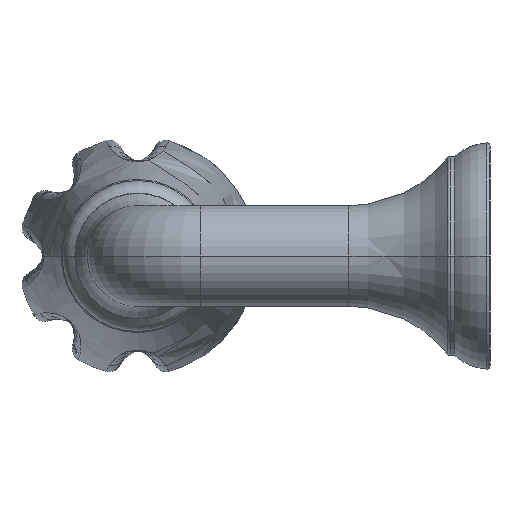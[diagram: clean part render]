
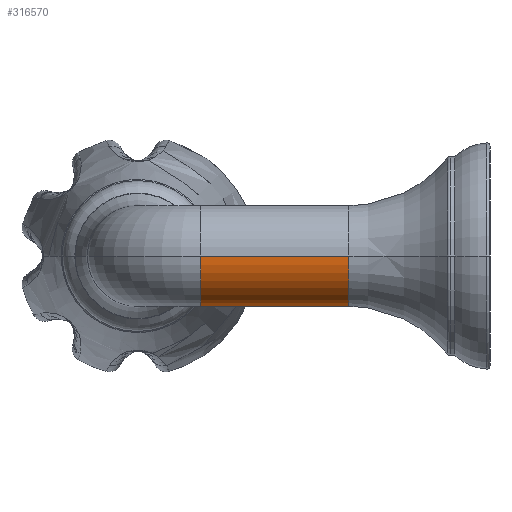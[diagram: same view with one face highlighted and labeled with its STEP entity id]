
A CAD part, left-side view. The second image highlights one B-rep face of the part: STEP entity #316570.
In plain terms, the highlighted cylindrical face has radius 4 mm (diameter 8 mm), a partial arc.
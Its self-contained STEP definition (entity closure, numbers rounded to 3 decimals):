
#316020=CARTESIAN_POINT('',(52.,25.,0.));
#316030=VERTEX_POINT('',#316020);
#316060=CARTESIAN_POINT('',(48.,25.,0.));
#316070=DIRECTION('',(0.,1.,0.));
#316080=DIRECTION('',(1.,0.,0.));
#316090=AXIS2_PLACEMENT_3D('',#316060,#316070,#316080);
#316100=CIRCLE('',#316090,4.);
#316110=CARTESIAN_POINT('',(44.,25.,0.));
#316120=VERTEX_POINT('',#316110);
#316130=EDGE_CURVE('',#316120,#316030,#316100,.T.);
#316260=CARTESIAN_POINT('',(48.,11.224,
0.));
#316270=DIRECTION('',(0.,1.,0.));
#316280=DIRECTION('',(1.,0.,0.));
#316290=AXIS2_PLACEMENT_3D('',#316260,#316270,#316280);
#316300=CYLINDRICAL_SURFACE('',#316290,4.);
#316310=CARTESIAN_POINT('',(44.,11.224,
0.));
#316320=DIRECTION('',(0.,1.,0.));
#316330=VECTOR('',#316320,1.);
#316340=LINE('',#316310,#316330);
#316350=CARTESIAN_POINT('',(44.,13.224,
0.));
#316360=VERTEX_POINT('',#316350);
#316370=EDGE_CURVE('',#316360,#316120,#316340,.T.);
#316380=ORIENTED_EDGE('',*,*,#316370,.F.);
#316390=ORIENTED_EDGE('',*,*,#316130,.F.);
#316400=CARTESIAN_POINT('',(52.,11.224,
0.));
#316410=DIRECTION('',(0.,1.,0.));
#316420=VECTOR('',#316410,1.);
#316430=LINE('',#316400,#316420);
#316440=CARTESIAN_POINT('',(52.,13.224,
0.));
#316450=VERTEX_POINT('',#316440);
#316460=EDGE_CURVE('',#316450,#316030,#316430,.T.);
#316470=ORIENTED_EDGE('',*,*,#316460,.T.);
#316480=CARTESIAN_POINT('',(48.,13.224,
0.));
#316490=DIRECTION('',(0.,1.,0.));
#316500=DIRECTION('',(1.,0.,0.));
#316510=AXIS2_PLACEMENT_3D('',#316480,#316490,#316500);
#316520=CIRCLE('',#316510,4.);
#316530=EDGE_CURVE('',#316360,#316450,#316520,.T.);
#316540=ORIENTED_EDGE('',*,*,#316530,.T.);
#316550=EDGE_LOOP('',(#316540,#316470,#316390,#316380));
#316560=FACE_OUTER_BOUND('',#316550,.T.);
#316570=ADVANCED_FACE('',(#316560),#316300,.T.);
